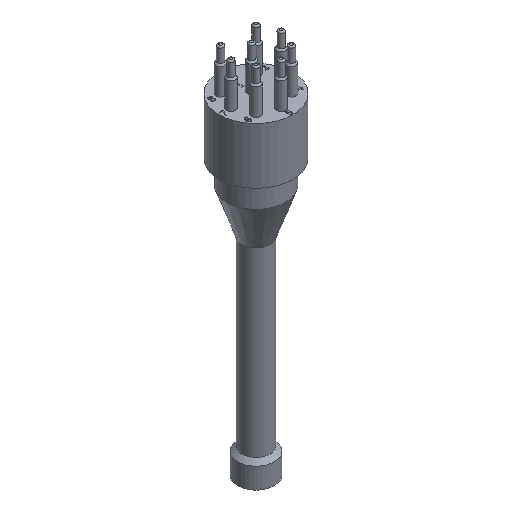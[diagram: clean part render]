
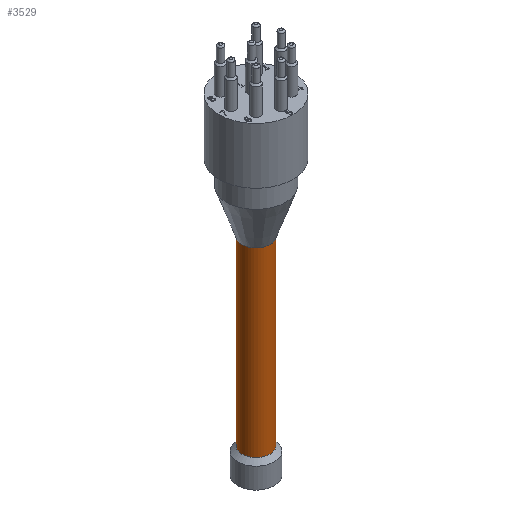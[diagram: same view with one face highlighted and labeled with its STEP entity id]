
A CAD part, isometric view. The second image highlights one B-rep face of the part: STEP entity #3529.
In plain terms, the highlighted cylindrical face has radius 4.75 mm (diameter 9.5 mm), a full revolution.
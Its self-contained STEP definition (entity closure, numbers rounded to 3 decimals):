
#45=CYLINDRICAL_SURFACE($,#3685,4.75);
#68=CIRCLE($,#3617,4.75);
#102=CIRCLE($,#3686,4.75);
#156=FACE_BOUND($,#675,.T.);
#430=FACE_OUTER_BOUND($,#674,.T.);
#674=EDGE_LOOP($,(#3068));
#675=EDGE_LOOP($,(#3069));
#1635=VERTEX_POINT($,#6189);
#1669=VERTEX_POINT($,#6532);
#2097=EDGE_CURVE($,#1635,#1635,#68,.T.);
#2139=EDGE_CURVE($,#1669,#1669,#102,.T.);
#3068=ORIENTED_EDGE($,*,*,#2097,.T.);
#3069=ORIENTED_EDGE($,*,*,#2139,.T.);
#3529=ADVANCED_FACE($,(#430,#156),#45,.T.);
#3617=AXIS2_PLACEMENT_3D($,#6190,#4105,#4106);
#3685=AXIS2_PLACEMENT_3D($,#6531,#4241,#4242);
#3686=AXIS2_PLACEMENT_3D($,#6533,#4243,#4244);
#4105=DIRECTION('center_axis',(0.,0.,1.));
#4106=DIRECTION('ref_axis',(1.,0.,0.));
#4241=DIRECTION('center_axis',(0.,0.,-1.));
#4242=DIRECTION('ref_axis',(1.,0.,0.));
#4243=DIRECTION('center_axis',(0.,0.,-1.));
#4244=DIRECTION('ref_axis',(1.,0.,0.));
#6189=CARTESIAN_POINT('',(-4.75,0.,-84.5));
#6190=CARTESIAN_POINT('Origin',(0.,0.,-84.5));
#6531=CARTESIAN_POINT('Origin',(0.,0.,-23.));
#6532=CARTESIAN_POINT('',(-4.75,0.,-23.));
#6533=CARTESIAN_POINT('Origin',(0.,0.,-23.));
